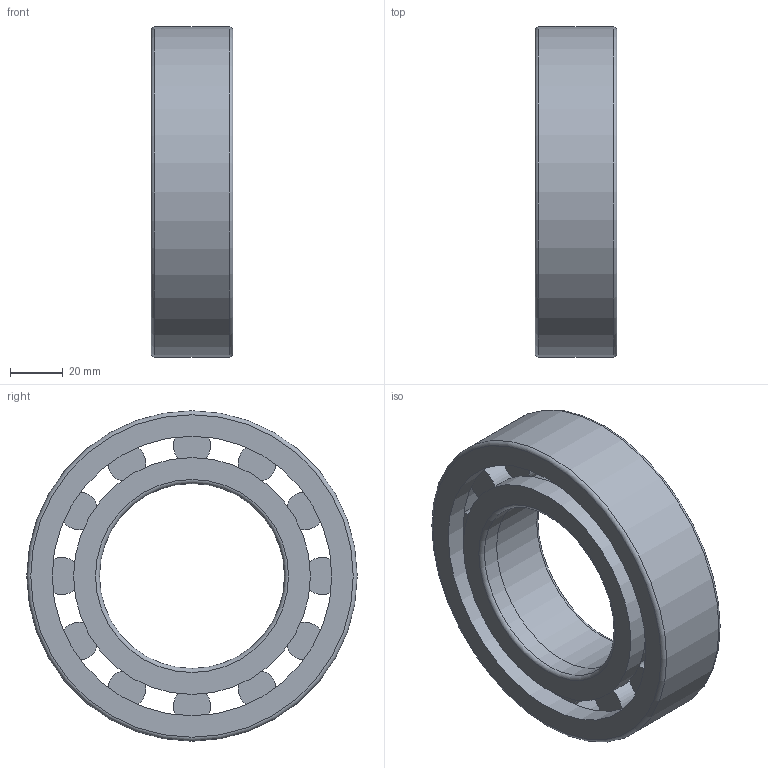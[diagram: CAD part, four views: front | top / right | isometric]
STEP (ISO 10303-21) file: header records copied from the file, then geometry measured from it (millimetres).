
FILE_DESCRIPTION(/* description */ ('STEP AP214'),/* implementation_level */ '2;1');
FILE_NAME(/* name */ 'NUP2214',/* time_stamp */ '2026-02-09T14:16:16+01:00',/* author */ ('License CC BY-ND 4.0'),/* organization */ ('CADENAS'),/* preprocessor_version */ 'ST-DEVELOPER v20',/* originating_system */ 'PARTsolutions',/* authorisation */ ' ');
FILE_SCHEMA (('AUTOMOTIVE_DESIGN {1 0 10303 214 3 1 1}'));
Length unit declared in the file: millimetre
Products named in the file (5): NUP2214; NUP2214 Inner ring; NUP2214 Inner ring1; NUP2214 Outer ring; NUP2214 Roller
Assembly tree (15 placements, depth 2):
  NUP2214
    NUP2214 Inner ring
    NUP2214 Inner ring1
    NUP2214 Outer ring
    NUP2214 Roller  x12
Bounding box: 31 x 125 x 125 mm (x, y, z)
Volume: 182694.2 mm3; surface area: 68336.5 mm2
Topology: 15 solids, 15 shells, 58 faces, 71 edges, 46 vertices
Faces by surface type: plane 33, cylinder 21, torus 4
Full cylindrical faces by diameter (mm): 14.258 x12, 70 x2, 84.5 x1, 89.6 x2, 105.75 x2, 113.019 x1, 125 x1
Entity records: 721 total; most frequent: DIRECTION 130, CARTESIAN_POINT 89, AXIS2_PLACEMENT_3D 65, ORIENTED_EDGE 48, EDGE_LOOP 48, FACE_BOUND 48, ADVANCED_FACE 25, EDGE_CURVE 24
